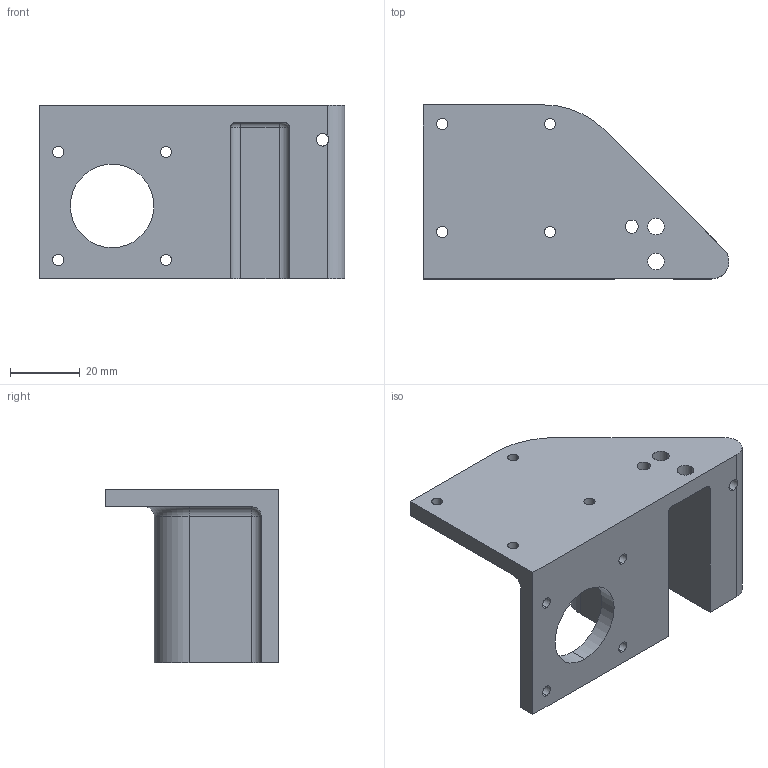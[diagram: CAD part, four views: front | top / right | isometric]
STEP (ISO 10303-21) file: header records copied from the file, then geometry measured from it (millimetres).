
FILE_DESCRIPTION (( 'STEP AP203' ), '1' );
FILE_NAME ('ヶ酘萇儂釱.STEP', '2026-01-21T10:42:51', ( '' ), ( '' ), 'SwSTEP 2.0', 'SolidWorks 2022', '' );
FILE_SCHEMA (( 'CONFIG_CONTROL_DESIGN' ));
Length unit declared in the file: millimetre
Products named in the file (1): 前左电机座
Bounding box: 87.92 x 50 x 50 mm (x, y, z)
Volume: 58769.5 mm3; surface area: 19733.4 mm2
Topology: 1 solids, 1 shells, 57 faces, 158 edges, 102 vertices
Faces by surface type: cylinder 39, plane 14, torus 3, sphere 1
Entity records: 1992 total; most frequent: DIRECTION 349, CARTESIAN_POINT 343, ORIENTED_EDGE 314, EDGE_CURVE 157, AXIS2_PLACEMENT_3D 138, VERTEX_POINT 102, EDGE_LOOP 83, CIRCLE 80
